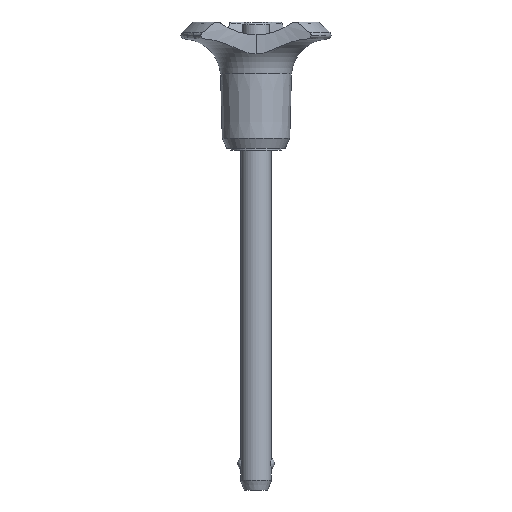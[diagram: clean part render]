
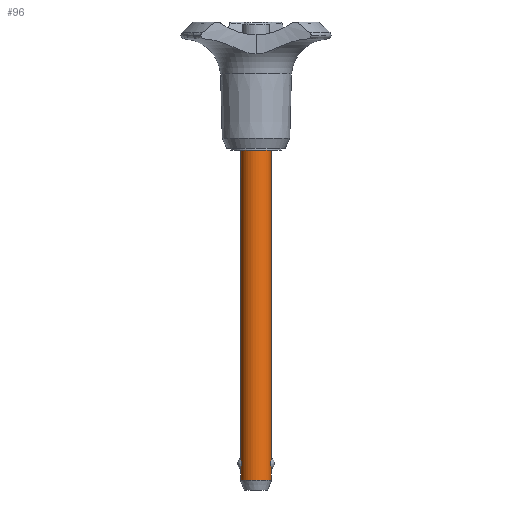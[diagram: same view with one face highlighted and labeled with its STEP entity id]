
A CAD part, front view. The second image highlights one B-rep face of the part: STEP entity #96.
In plain terms, the highlighted cylindrical face has radius 4 mm (diameter 8 mm), a partial arc.
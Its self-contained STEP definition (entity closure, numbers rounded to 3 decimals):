
#96=ADVANCED_FACE('',(#227),#228,.T.);
#227=FACE_OUTER_BOUND('',#395,.T.);
#228=CYLINDRICAL_SURFACE('',#396,4.0);
#395=EDGE_LOOP('',(#617,#618,#619,#620,#621,#622,#623,#624,#625));
#396=AXIS2_PLACEMENT_3D('',#626,#627,#628);
#617=ORIENTED_EDGE('',*,*,#1058,.F.);
#618=ORIENTED_EDGE('',*,*,#1059,.F.);
#619=ORIENTED_EDGE('',*,*,#1060,.F.);
#620=ORIENTED_EDGE('',*,*,#1061,.T.);
#621=ORIENTED_EDGE('',*,*,#1062,.F.);
#622=ORIENTED_EDGE('',*,*,#1063,.T.);
#623=ORIENTED_EDGE('',*,*,#1064,.F.);
#624=ORIENTED_EDGE('',*,*,#1065,.T.);
#625=ORIENTED_EDGE('',*,*,#1066,.T.);
#626=CARTESIAN_POINT('',(0.0,0.0,-44.1));
#627=DIRECTION('',(0.0,0.0,-1.0));
#628=DIRECTION('',(1.0,0.0,0.0));
#1058=EDGE_CURVE('',#1286,#1287,#1288,.T.);
#1059=EDGE_CURVE('',#1289,#1286,#1290,.T.);
#1060=EDGE_CURVE('',#1291,#1289,#1292,.T.);
#1061=EDGE_CURVE('',#1291,#1293,#1294,.T.);
#1062=EDGE_CURVE('',#1295,#1293,#1296,.T.);
#1063=EDGE_CURVE('',#1295,#1297,#1298,.T.);
#1064=EDGE_CURVE('',#1299,#1297,#1300,.T.);
#1065=EDGE_CURVE('',#1299,#1301,#1302,.T.);
#1066=EDGE_CURVE('',#1301,#1287,#1303,.T.);
#1286=VERTEX_POINT('',#1815);
#1287=VERTEX_POINT('',#1816);
#1288=LINE('',#1817,#1818);
#1289=VERTEX_POINT('',#1819);
#1290=CIRCLE('',#1820,4.0);
#1291=VERTEX_POINT('',#1821);
#1292=LINE('',#1822,#1823);
#1293=VERTEX_POINT('',#1824);
#1294=B_SPLINE_CURVE_WITH_KNOTS('',3,(#1825,#1826,#1827,#1828,#1829,#1830,#1831,#1832,#1833,#1834,#1835,#1836,#1837,#1838,#1839,#1840,#1841,#1842,#1843,#1844,#1845,#1846,#1847,#1848,#1849,#1850),.UNSPECIFIED.,.F.,.F.,(4,2,2,2,2,2,2,2,2,2,2,2,4),(2.087,2.456,2.825,3.043,3.261,3.717,4.173,4.63,5.086,5.304,5.522,5.891,6.26),.UNSPECIFIED.);
#1295=VERTEX_POINT('',#1851);
#1296=LINE('',#1852,#1853);
#1297=VERTEX_POINT('',#1854);
#1298=CIRCLE('',#1855,4.0);
#1299=VERTEX_POINT('',#1856);
#1300=LINE('',#1857,#1858);
#1301=VERTEX_POINT('',#1859);
#1302=B_SPLINE_CURVE_WITH_KNOTS('',3,(#1860,#1861,#1862,#1863,#1864,#1865,#1866,#1867,#1868,#1869,#1870,#1871,#1872,#1873),.UNSPECIFIED.,.F.,.F.,(4,2,2,2,2,2,4),(6.26,6.629,6.999,7.217,7.435,7.891,8.347),.UNSPECIFIED.);
#1303=B_SPLINE_CURVE_WITH_KNOTS('',3,(#1874,#1875,#1876,#1877,#1878,#1879,#1880,#1881,#1882,#1883,#1884,#1885,#1886,#1887),.UNSPECIFIED.,.F.,.F.,(4,2,2,2,2,2,4),(0.0,0.456,0.912,1.13,1.348,1.718,2.087),.UNSPECIFIED.);
#1815=CARTESIAN_POINT('',(4.0,0.0,0.0));
#1816=CARTESIAN_POINT('',(4.0,0.,-80.0));
#1817=CARTESIAN_POINT('',(4.0,0.,-44.1));
#1818=VECTOR('',#2498,1.0);
#1819=CARTESIAN_POINT('',(-4.0,0.,0.));
#1820=AXIS2_PLACEMENT_3D('',#2499,#2500,#2501);
#1821=CARTESIAN_POINT('',(-4.0,0.,-80.0));
#1822=CARTESIAN_POINT('',(-4.0,0.,-44.1));
#1823=VECTOR('',#2502,1.0);
#1824=CARTESIAN_POINT('',(-4.0,0.,-82.653));
#1825=CARTESIAN_POINT('',(-4.0,0.,-80.0));
#1826=CARTESIAN_POINT('',(-4.0,-0.123,-80.0));
#1827=CARTESIAN_POINT('',(-3.994,-0.257,-80.015));
#1828=CARTESIAN_POINT('',(-3.969,-0.514,-80.079));
#1829=CARTESIAN_POINT('',(-3.95,-0.638,-80.129));
#1830=CARTESIAN_POINT('',(-3.918,-0.807,-80.221));
#1831=CARTESIAN_POINT('',(-3.904,-0.873,-80.264));
#1832=CARTESIAN_POINT('',(-3.874,-0.996,-80.36));
#1833=CARTESIAN_POINT('',(-3.859,-1.053,-80.414));
#1834=CARTESIAN_POINT('',(-3.817,-1.202,-80.577));
#1835=CARTESIAN_POINT('',(-3.787,-1.29,-80.714));
#1836=CARTESIAN_POINT('',(-3.745,-1.407,-81.013));
#1837=CARTESIAN_POINT('',(-3.733,-1.436,-81.175));
#1838=CARTESIAN_POINT('',(-3.733,-1.436,-81.479));
#1839=CARTESIAN_POINT('',(-3.745,-1.407,-81.641));
#1840=CARTESIAN_POINT('',(-3.787,-1.29,-81.939));
#1841=CARTESIAN_POINT('',(-3.817,-1.202,-82.076));
#1842=CARTESIAN_POINT('',(-3.859,-1.053,-82.239));
#1843=CARTESIAN_POINT('',(-3.874,-0.996,-82.293));
#1844=CARTESIAN_POINT('',(-3.904,-0.873,-82.389));
#1845=CARTESIAN_POINT('',(-3.918,-0.807,-82.432));
#1846=CARTESIAN_POINT('',(-3.95,-0.638,-82.525));
#1847=CARTESIAN_POINT('',(-3.969,-0.514,-82.574));
#1848=CARTESIAN_POINT('',(-3.994,-0.257,-82.638));
#1849=CARTESIAN_POINT('',(-4.0,-0.123,-82.653));
#1850=CARTESIAN_POINT('',(-4.0,0.,-82.653));
#1851=CARTESIAN_POINT('',(-4.0,0.,-85.7));
#1852=CARTESIAN_POINT('',(-4.0,0.,-44.1));
#1853=VECTOR('',#2503,1.0);
#1854=CARTESIAN_POINT('',(4.0,0.,-85.7));
#1855=AXIS2_PLACEMENT_3D('',#2504,#2505,#2506);
#1856=CARTESIAN_POINT('',(4.0,0.,-82.653));
#1857=CARTESIAN_POINT('',(4.0,0.,-44.1));
#1858=VECTOR('',#2507,1.0);
#1859=CARTESIAN_POINT('',(3.733,-1.436,-81.327));
#1860=CARTESIAN_POINT('',(4.0,0.,-82.653));
#1861=CARTESIAN_POINT('',(4.0,-0.123,-82.653));
#1862=CARTESIAN_POINT('',(3.994,-0.257,-82.638));
#1863=CARTESIAN_POINT('',(3.969,-0.514,-82.574));
#1864=CARTESIAN_POINT('',(3.95,-0.638,-82.525));
#1865=CARTESIAN_POINT('',(3.918,-0.807,-82.432));
#1866=CARTESIAN_POINT('',(3.904,-0.873,-82.389));
#1867=CARTESIAN_POINT('',(3.874,-0.996,-82.293));
#1868=CARTESIAN_POINT('',(3.859,-1.053,-82.239));
#1869=CARTESIAN_POINT('',(3.817,-1.202,-82.076));
#1870=CARTESIAN_POINT('',(3.787,-1.29,-81.939));
#1871=CARTESIAN_POINT('',(3.745,-1.407,-81.641));
#1872=CARTESIAN_POINT('',(3.733,-1.436,-81.479));
#1873=CARTESIAN_POINT('',(3.733,-1.436,-81.327));
#1874=CARTESIAN_POINT('',(3.733,-1.436,-81.327));
#1875=CARTESIAN_POINT('',(3.733,-1.436,-81.175));
#1876=CARTESIAN_POINT('',(3.745,-1.407,-81.013));
#1877=CARTESIAN_POINT('',(3.787,-1.29,-80.714));
#1878=CARTESIAN_POINT('',(3.817,-1.202,-80.577));
#1879=CARTESIAN_POINT('',(3.859,-1.053,-80.414));
#1880=CARTESIAN_POINT('',(3.874,-0.996,-80.36));
#1881=CARTESIAN_POINT('',(3.904,-0.873,-80.264));
#1882=CARTESIAN_POINT('',(3.918,-0.807,-80.221));
#1883=CARTESIAN_POINT('',(3.95,-0.638,-80.129));
#1884=CARTESIAN_POINT('',(3.969,-0.514,-80.079));
#1885=CARTESIAN_POINT('',(3.994,-0.257,-80.015));
#1886=CARTESIAN_POINT('',(4.0,-0.123,-80.0));
#1887=CARTESIAN_POINT('',(4.0,0.,-80.0));
#2498=DIRECTION('',(0.0,0.0,-1.0));
#2499=CARTESIAN_POINT('',(0.0,0.0,0.0));
#2500=DIRECTION('',(-0.0,0.,1.0));
#2501=DIRECTION('',(1.0,0.0,0.0));
#2502=DIRECTION('',(-0.0,-0.0,1.0));
#2503=DIRECTION('',(-0.0,-0.0,1.0));
#2504=CARTESIAN_POINT('',(0.0,0.0,-85.7));
#2505=DIRECTION('',(-0.0,0.0,1.0));
#2506=DIRECTION('',(1.0,0.0,0.0));
#2507=DIRECTION('',(0.0,0.0,-1.0));
